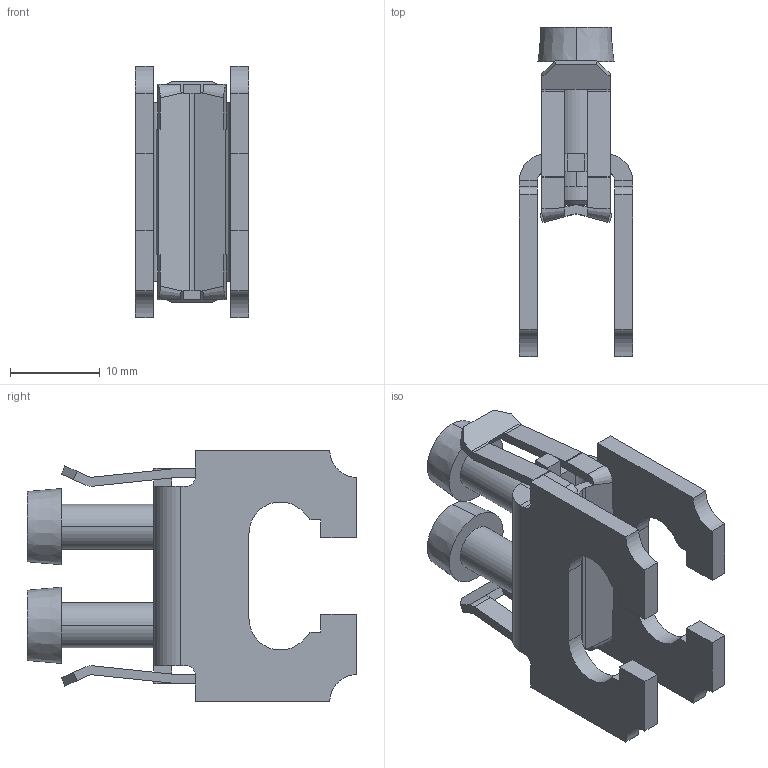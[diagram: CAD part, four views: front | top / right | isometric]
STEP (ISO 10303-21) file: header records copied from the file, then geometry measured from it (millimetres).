
FILE_DESCRIPTION((''),'2;1');
FILE_NAME('002322101_SET_EZR_25_3P_ASM','2024-02-26T08:23:54',('klemen.sitar'),('Audax d.o.o.'),'CREO PARAMETRIC BY PTC INC, 2021304','CREO PARAMETRIC BY PTC INC, 2021304','');
FILE_SCHEMA(('AP242_MANAGED_MODEL_BASED_3D_ENGINEERING_MIM_LF { 1 0 10303 442 1 1 4 }'));
Length unit declared in the file: millimetre
Products named in the file (5): 0000006977_1_1_1; 0000006482_1_1_1; 0000012160_1_1_1; 0000006974_ASM_1_1_ASM_1_ASM; 002322101_SET_EZR_25_3P_ASM
Assembly tree (5 placements, depth 3):
  002322101_SET_EZR_25_3P_ASM
    0000006974_ASM_1_1_ASM_1_ASM
      0000006977_1_1_1
      0000006482_1_1_1  x2
      0000012160_1_1_1
Bounding box: 12.6 x 36.7 x 28 mm (x, y, z)
Volume: 3326.2 mm3; surface area: 4541.3 mm2
Topology: 4 solids, 4 shells, 240 faces, 672 edges, 434 vertices
Faces by surface type: plane 170, cylinder 42, cone 28
Entity records: 10847 total; most frequent: CARTESIAN_POINT 1390, ORIENTED_EDGE 1096, DIRECTION 1026, PRESENTATION_STYLE_ASSIGNMENT 753, STYLED_ITEM 753, CURVE_STYLE 553, EDGE_CURVE 548, VECTOR 392
